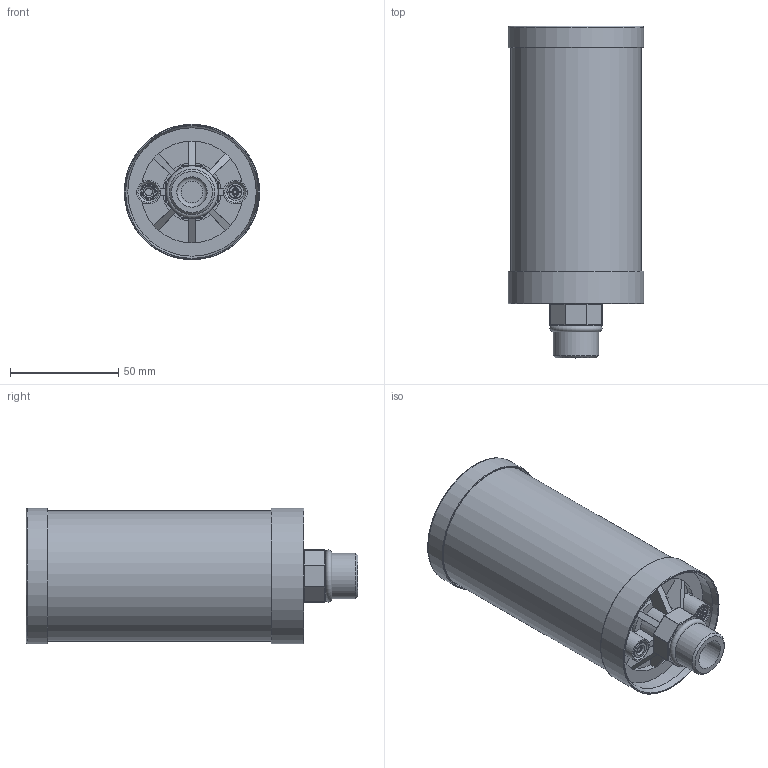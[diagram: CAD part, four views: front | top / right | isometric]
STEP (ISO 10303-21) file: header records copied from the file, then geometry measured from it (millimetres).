
FILE_DESCRIPTION (( 'STEP AP214' ), '1' );
FILE_NAME ('05.0010.44 VV-DV_1L_F_11_V2_X_G12m.STEP', '2023-01-15T14:37:27', ( '' ), ( '' ), 'SwSTEP 2.0', 'SolidWorks 2020', '' );
FILE_SCHEMA (( 'AUTOMOTIVE_DESIGN' ));
Length unit declared in the file: millimetre
Products named in the file (1): 05.0010.44 VV-DV_1L_F_11_V2_X_G12m
Bounding box: 62.5 x 153 x 62.5 mm (x, y, z)
Volume: 100109 mm3; surface area: 73676.4 mm2
Topology: 7 solids, 9 shells, 367 faces, 901 edges, 548 vertices
Faces by surface type: cylinder 159, plane 126, torus 51, sphere 16, cone 9, bspline 6
Full cylindrical faces by diameter (mm): 1.669 x2, 3 x44, 3.5 x2, 5 x4, 5.85 x2, 7.8 x6, 10 x1, 11 x2, 14 x1, 14.95 x1, 16.662 x1, 18 x1, 19.4 x1, 20 x1, 20.995 x1, 24.6 x1, 53 x1, 53.5 x1, 59.2 x1, 60 x1, 60.5 x2, 62.5 x2
Entity records: 17925 total; most frequent: CARTESIAN_POINT 7248, DIRECTION 1524, ORIENTED_EDGE 1316, EDGE_CURVE 658, AXIS2_PLACEMENT_3D 606, VERTEX_POINT 440, EDGE_LOOP 438, FACE_OUTER_BOUND 387
